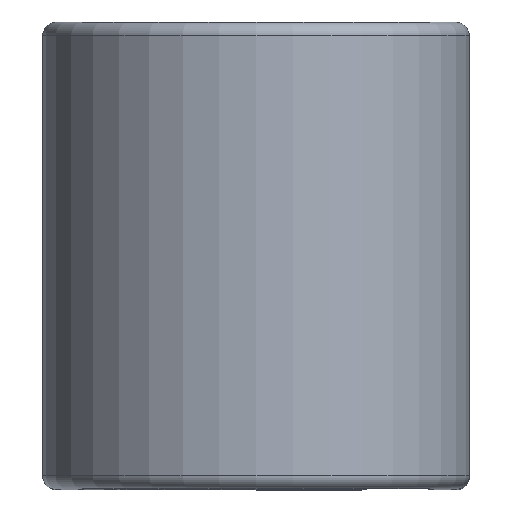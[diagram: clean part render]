
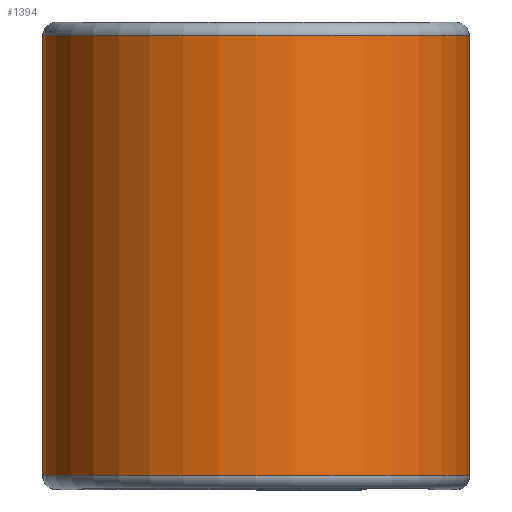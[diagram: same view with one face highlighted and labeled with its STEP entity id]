
A CAD part, top view. The second image highlights one B-rep face of the part: STEP entity #1394.
In plain terms, the highlighted cylindrical face has radius 12.332 mm (diameter 24.663 mm), a partial arc.
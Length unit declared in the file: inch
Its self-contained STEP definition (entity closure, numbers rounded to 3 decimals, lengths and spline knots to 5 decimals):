
#338 = ORIENTED_EDGE ( 'NONE', *, *, #2098, .T. ) ;
#441 = ORIENTED_EDGE ( 'NONE', *, *, #682, .T. ) ;
#504 = CARTESIAN_POINT ( 'NONE',  ( 0.4855, -0.50125, 0.75 ) ) ;
#519 = CYLINDRICAL_SURFACE ( 'NONE', #1166, 0.4855 ) ;
#682 = EDGE_CURVE ( 'NONE', #1434, #1813, #2957, .T. ) ;
#722 = DIRECTION ( 'NONE',  ( 0., 0., -1. ) ) ;
#779 = VECTOR ( 'NONE', #2461, 39.37008 ) ;
#786 = AXIS2_PLACEMENT_3D ( 'NONE', #2326, #939, #2561 ) ;
#817 = FACE_OUTER_BOUND ( 'NONE', #2266, .T. ) ;
#875 = CARTESIAN_POINT ( 'NONE',  ( -0.4855, 0.50125, 0.75 ) ) ;
#895 = VERTEX_POINT ( 'NONE', #2436 ) ;
#939 = DIRECTION ( 'NONE',  ( 0., -1., 0. ) ) ;
#970 = DIRECTION ( 'NONE',  ( 0., 1., 0. ) ) ;
#978 = CARTESIAN_POINT ( 'NONE',  ( -0.4855, -0.50125, 0.75 ) ) ;
#1075 = DIRECTION ( 'NONE',  ( 0., -1., 0. ) ) ;
#1166 = AXIS2_PLACEMENT_3D ( 'NONE', #1190, #2348, #722 ) ;
#1185 = CIRCLE ( 'NONE', #786, 0.4855 ) ;
#1190 = CARTESIAN_POINT ( 'NONE',  ( 0., 0.5, 0.75 ) ) ;
#1322 = CARTESIAN_POINT ( 'NONE',  ( 0.4855, 0.50125, 0.75 ) ) ;
#1394 = ADVANCED_FACE ( 'NONE', ( #817 ), #519, .T. ) ;
#1434 = VERTEX_POINT ( 'NONE', #504 ) ;
#1717 = VECTOR ( 'NONE', #970, 39.37008 ) ;
#1765 = CARTESIAN_POINT ( 'NONE',  ( 0.4855, 0.50125, 0.75 ) ) ;
#1784 = CIRCLE ( 'NONE', #1866, 0.4855 ) ;
#1813 = VERTEX_POINT ( 'NONE', #1322 ) ;
#1838 = EDGE_CURVE ( 'NONE', #2293, #895, #2641, .T. ) ;
#1866 = AXIS2_PLACEMENT_3D ( 'NONE', #2465, #1075, #2698 ) ;
#2098 = EDGE_CURVE ( 'NONE', #1813, #895, #1185, .T. ) ;
#2114 = ORIENTED_EDGE ( 'NONE', *, *, #2999, .F. ) ;
#2120 = ORIENTED_EDGE ( 'NONE', *, *, #1838, .F. ) ;
#2266 = EDGE_LOOP ( 'NONE', ( #441, #338, #2120, #2114 ) ) ;
#2293 = VERTEX_POINT ( 'NONE', #978 ) ;
#2326 = CARTESIAN_POINT ( 'NONE',  ( 0., 0.50125, 0.75 ) ) ;
#2348 = DIRECTION ( 'NONE',  ( 0., -1., 0. ) ) ;
#2436 = CARTESIAN_POINT ( 'NONE',  ( -0.4855, 0.50125, 0.75 ) ) ;
#2461 = DIRECTION ( 'NONE',  ( 0., 1., 0. ) ) ;
#2465 = CARTESIAN_POINT ( 'NONE',  ( 0., -0.50125, 0.75 ) ) ;
#2561 = DIRECTION ( 'NONE',  ( 0., 0., -1. ) ) ;
#2641 = LINE ( 'NONE', #875, #779 ) ;
#2698 = DIRECTION ( 'NONE',  ( 0., 0., -1. ) ) ;
#2957 = LINE ( 'NONE', #1765, #1717 ) ;
#2999 = EDGE_CURVE ( 'NONE', #1434, #2293, #1784, .T. ) ;
